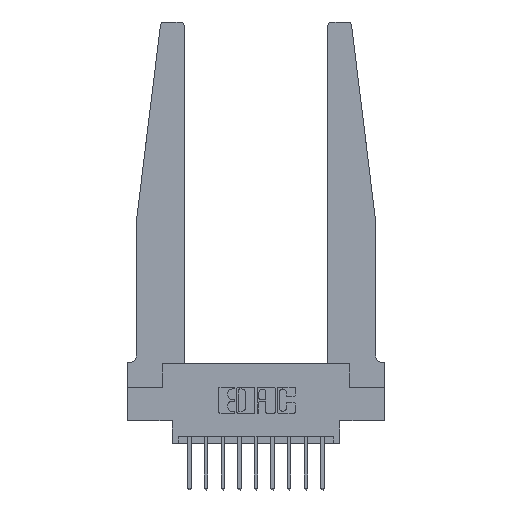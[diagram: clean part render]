
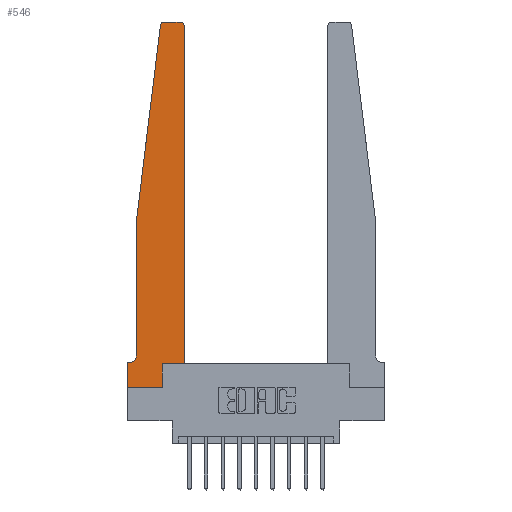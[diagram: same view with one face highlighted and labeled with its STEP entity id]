
A CAD part, top view. The second image highlights one B-rep face of the part: STEP entity #546.
In plain terms, the highlighted planar face has unit normal (0, 0, 1).
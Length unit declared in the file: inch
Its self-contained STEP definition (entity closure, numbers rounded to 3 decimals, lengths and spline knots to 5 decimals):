
#235 = CARTESIAN_POINT ( 'NONE',  ( 0.065, 1.25, 0.37 ) ) ;
#407 = VECTOR ( 'NONE', #2099, 39.37008 ) ;
#536 = ORIENTED_EDGE ( 'NONE', *, *, #11690, .T. ) ;
#546 = ADVANCED_FACE ( 'NONE', ( #1575 ), #13499, .T. ) ;
#561 = CARTESIAN_POINT ( 'NONE',  ( 0., 0.1875, 0.37 ) ) ;
#620 = VERTEX_POINT ( 'NONE', #9034 ) ;
#708 = VECTOR ( 'NONE', #1473, 39.37008 ) ;
#852 = VECTOR ( 'NONE', #4223, 39.37008 ) ;
#860 = AXIS2_PLACEMENT_3D ( 'NONE', #8443, #1380, #9623 ) ;
#1018 = EDGE_LOOP ( 'NONE', ( #10982, #11214, #536, #2034, #9427, #2151, #11228, #6349, #12326, #12001, #3247, #3103 ) ) ;
#1115 = LINE ( 'NONE', #7278, #4275 ) ;
#1148 = DIRECTION ( 'NONE',  ( 0., 0., 1. ) ) ;
#1380 = DIRECTION ( 'NONE',  ( 0., 0., 1. ) ) ;
#1460 = CARTESIAN_POINT ( 'NONE',  ( 0.425, 2.72, 0.37 ) ) ;
#1473 = DIRECTION ( 'NONE',  ( -0.122, -0.992, 0. ) ) ;
#1573 = CARTESIAN_POINT ( 'NONE',  ( 0.425, 0.18, 0.37 ) ) ;
#1575 = FACE_OUTER_BOUND ( 'NONE', #1018, .T. ) ;
#1734 = CARTESIAN_POINT ( 'NONE',  ( 0.2605, 0., 0.37 ) ) ;
#1890 = DIRECTION ( 'NONE',  ( 0., 0., 1. ) ) ;
#1960 = EDGE_CURVE ( 'NONE', #620, #11121, #3216, .T. ) ;
#2034 = ORIENTED_EDGE ( 'NONE', *, *, #9949, .T. ) ;
#2099 = DIRECTION ( 'NONE',  ( -1., 0., 0. ) ) ;
#2151 = ORIENTED_EDGE ( 'NONE', *, *, #4076, .T. ) ;
#2427 = LINE ( 'NONE', #11452, #8318 ) ;
#2833 = CARTESIAN_POINT ( 'NONE',  ( 0., 0.1875, 0.37 ) ) ;
#2841 = VERTEX_POINT ( 'NONE', #12369 ) ;
#3020 = AXIS2_PLACEMENT_3D ( 'NONE', #8214, #1148, #9402 ) ;
#3103 = ORIENTED_EDGE ( 'NONE', *, *, #11315, .T. ) ;
#3112 = CIRCLE ( 'NONE', #860, 0.03 ) ;
#3216 = LINE ( 'NONE', #1573, #3584 ) ;
#3241 = DIRECTION ( 'NONE',  ( -1., 0., 0. ) ) ;
#3247 = ORIENTED_EDGE ( 'NONE', *, *, #1960, .T. ) ;
#3507 = CARTESIAN_POINT ( 'NONE',  ( 0.015, 0.1875, 0.37 ) ) ;
#3584 = VECTOR ( 'NONE', #9816, 39.37008 ) ;
#3749 = VECTOR ( 'NONE', #6311, 39.37008 ) ;
#3854 = DIRECTION ( 'NONE',  ( 0., 0., -1. ) ) ;
#4026 = LINE ( 'NONE', #10069, #852 ) ;
#4076 = EDGE_CURVE ( 'NONE', #7610, #8476, #2427, .T. ) ;
#4223 = DIRECTION ( 'NONE',  ( 1., 0., 0. ) ) ;
#4275 = VECTOR ( 'NONE', #8474, 39.37008 ) ;
#4824 = DIRECTION ( 'NONE',  ( 0., -1., 0. ) ) ;
#4856 = CARTESIAN_POINT ( 'NONE',  ( 0.395, 2.75, 0.37 ) ) ;
#5161 = AXIS2_PLACEMENT_3D ( 'NONE', #2833, #1890, #7644 ) ;
#5306 = CARTESIAN_POINT ( 'NONE',  ( 0.425, 0.18, 0.37 ) ) ;
#5695 = CIRCLE ( 'NONE', #3020, 0.03 ) ;
#5962 = VERTEX_POINT ( 'NONE', #4856 ) ;
#5998 = EDGE_CURVE ( 'NONE', #14993, #10418, #3112, .T. ) ;
#6101 = CARTESIAN_POINT ( 'NONE',  ( 0.065, 0.2375, 0.37 ) ) ;
#6293 = VECTOR ( 'NONE', #6493, 39.37008 ) ;
#6311 = DIRECTION ( 'NONE',  ( 0., 1., 0. ) ) ;
#6349 = ORIENTED_EDGE ( 'NONE', *, *, #12961, .T. ) ;
#6493 = DIRECTION ( 'NONE',  ( 1., 0., 0. ) ) ;
#6955 = EDGE_CURVE ( 'NONE', #8476, #2841, #11680, .T. ) ;
#6997 = LINE ( 'NONE', #235, #708 ) ;
#7041 = CARTESIAN_POINT ( 'NONE',  ( 0.2605, 0.18, 0.37 ) ) ;
#7278 = CARTESIAN_POINT ( 'NONE',  ( 0.065, 1.25, 0.37 ) ) ;
#7610 = VERTEX_POINT ( 'NONE', #3507 ) ;
#7622 = VERTEX_POINT ( 'NONE', #11756 ) ;
#7644 = DIRECTION ( 'NONE',  ( 1., 0., 0. ) ) ;
#8120 = EDGE_CURVE ( 'NONE', #5962, #14993, #12917, .T. ) ;
#8214 = CARTESIAN_POINT ( 'NONE',  ( 0.395, 2.72, 0.37 ) ) ;
#8283 = EDGE_CURVE ( 'NONE', #11466, #7610, #13089, .T. ) ;
#8318 = VECTOR ( 'NONE', #3241, 39.37008 ) ;
#8443 = CARTESIAN_POINT ( 'NONE',  ( 0.27653, 2.72, 0.37 ) ) ;
#8474 = DIRECTION ( 'NONE',  ( 0., -1., 0. ) ) ;
#8476 = VERTEX_POINT ( 'NONE', #561 ) ;
#8607 = VECTOR ( 'NONE', #4824, 39.37008 ) ;
#8876 = EDGE_CURVE ( 'NONE', #14763, #13193, #9633, .T. ) ;
#9034 = CARTESIAN_POINT ( 'NONE',  ( 0.425, 0.18, 0.37 ) ) ;
#9149 = CARTESIAN_POINT ( 'NONE',  ( 0.25, 2.75, 0.37 ) ) ;
#9402 = DIRECTION ( 'NONE',  ( 1., 0., 0. ) ) ;
#9427 = ORIENTED_EDGE ( 'NONE', *, *, #8283, .T. ) ;
#9441 = CARTESIAN_POINT ( 'NONE',  ( 0., 0., 0.37 ) ) ;
#9623 = DIRECTION ( 'NONE',  ( 1., 0., 0. ) ) ;
#9633 = LINE ( 'NONE', #14477, #3749 ) ;
#9816 = DIRECTION ( 'NONE',  ( 0., 1., 0. ) ) ;
#9949 = EDGE_CURVE ( 'NONE', #7622, #11466, #1115, .T. ) ;
#10069 = CARTESIAN_POINT ( 'NONE',  ( 0., 0., 0.37 ) ) ;
#10310 = CARTESIAN_POINT ( 'NONE',  ( 0.27653, 2.75, 0.37 ) ) ;
#10418 = VERTEX_POINT ( 'NONE', #13279 ) ;
#10879 = CARTESIAN_POINT ( 'NONE',  ( 0.015, 0.2375, 0.37 ) ) ;
#10982 = ORIENTED_EDGE ( 'NONE', *, *, #8120, .T. ) ;
#11121 = VERTEX_POINT ( 'NONE', #1460 ) ;
#11214 = ORIENTED_EDGE ( 'NONE', *, *, #5998, .T. ) ;
#11228 = ORIENTED_EDGE ( 'NONE', *, *, #6955, .T. ) ;
#11315 = EDGE_CURVE ( 'NONE', #11121, #5962, #5695, .T. ) ;
#11452 = CARTESIAN_POINT ( 'NONE',  ( 0.065, 0.1875, 0.37 ) ) ;
#11466 = VERTEX_POINT ( 'NONE', #6101 ) ;
#11680 = LINE ( 'NONE', #9441, #8607 ) ;
#11690 = EDGE_CURVE ( 'NONE', #10418, #7622, #6997, .T. ) ;
#11714 = AXIS2_PLACEMENT_3D ( 'NONE', #10879, #3854, #12033 ) ;
#11756 = CARTESIAN_POINT ( 'NONE',  ( 0.065, 1.25, 0.37 ) ) ;
#12001 = ORIENTED_EDGE ( 'NONE', *, *, #14278, .T. ) ;
#12033 = DIRECTION ( 'NONE',  ( -1., 0., 0. ) ) ;
#12326 = ORIENTED_EDGE ( 'NONE', *, *, #8876, .T. ) ;
#12369 = CARTESIAN_POINT ( 'NONE',  ( 0., 0., 0.37 ) ) ;
#12917 = LINE ( 'NONE', #9149, #407 ) ;
#12961 = EDGE_CURVE ( 'NONE', #2841, #14763, #4026, .T. ) ;
#13089 = CIRCLE ( 'NONE', #11714, 0.05 ) ;
#13193 = VERTEX_POINT ( 'NONE', #7041 ) ;
#13279 = CARTESIAN_POINT ( 'NONE',  ( 0.24675, 2.72367, 0.37 ) ) ;
#13499 = PLANE ( 'NONE',  #5161 ) ;
#14278 = EDGE_CURVE ( 'NONE', #13193, #620, #15239, .T. ) ;
#14477 = CARTESIAN_POINT ( 'NONE',  ( 0.2605, 0.18, 0.37 ) ) ;
#14763 = VERTEX_POINT ( 'NONE', #1734 ) ;
#14993 = VERTEX_POINT ( 'NONE', #10310 ) ;
#15239 = LINE ( 'NONE', #5306, #6293 ) ;
